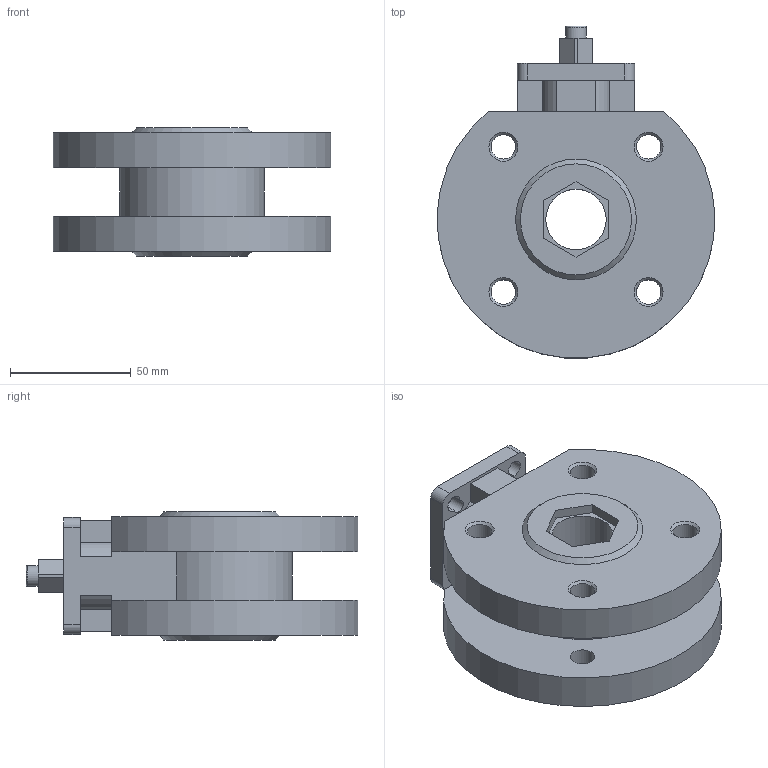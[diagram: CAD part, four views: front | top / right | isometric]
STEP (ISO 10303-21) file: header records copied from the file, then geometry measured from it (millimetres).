
FILE_DESCRIPTION(/* description */ ('STEP AP214'),/* implementation_level */ '2;1');
FILE_NAME(/* name */ '1692201_VZBC-25-FF-40-22-F0405-V4V4T',/* time_stamp */ '2024-09-18T00:46:57+02:00',/* author */ ('License CC BY-ND 4.0'),/* organization */ ('CADENAS'),/* preprocessor_version */ 'ST-DEVELOPER v19.3',/* originating_system */ 'PARTsolutions',/* authorisation */ ' ');
FILE_SCHEMA (('AUTOMOTIVE_DESIGN {1 0 10303 214 3 1 1}'));
Length unit declared in the file: millimetre
Products named in the file (1): 1692201 VZBC-25-FF-40-22-F0405-V4V4T
Bounding box: 114.91 x 137.39 x 53 mm (x, y, z)
Volume: 358197.7 mm3; surface area: 61724.7 mm2
Topology: 1 solids, 1 shells, 87 faces, 241 edges, 158 vertices
Faces by surface type: plane 45, cylinder 31, cone 10, torus 1
Full cylindrical faces by diameter (mm): 8.5 x1, 10.106 x8, 25 x1, 30 x1, 32 x1
Entity records: 2758 total; most frequent: DIRECTION 474, CARTESIAN_POINT 460, ORIENTED_EDGE 432, EDGE_CURVE 216, AXIS2_PLACEMENT_3D 170, VERTEX_POINT 156, EDGE_LOOP 146, FACE_BOUND 146
